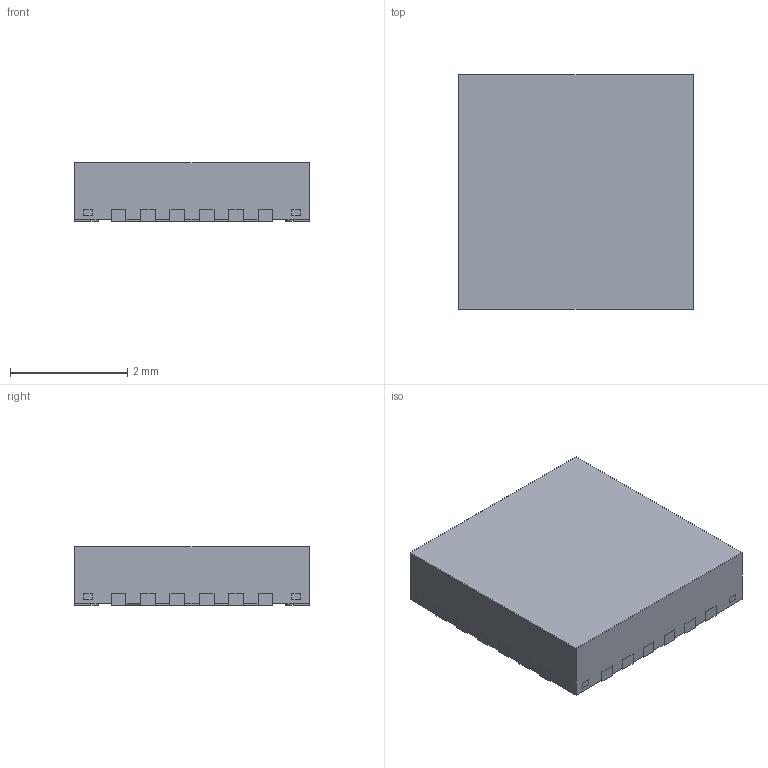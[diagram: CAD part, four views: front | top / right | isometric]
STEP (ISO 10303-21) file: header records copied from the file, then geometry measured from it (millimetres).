
FILE_DESCRIPTION((''),'2;1');
FILE_NAME('RGE0024B_ASM','2017-05-16T',('a0412086'),(''),'CREO PARAMETRIC BY PTC INC, 2016050','CREO PARAMETRIC BY PTC INC, 2016050','');
FILE_SCHEMA(('AUTOMOTIVE_DESIGN { 1 0 10303 214 1 1 1 1 }'));
Length unit declared in the file: millimetre
Products named in the file (4): BODY-QFN; FRAME-RGE0024B; PIN1-ID; RGE0024B_ASM
Assembly tree (3 placements, depth 2):
  RGE0024B_ASM
    BODY-QFN
    FRAME-RGE0024B
    PIN1-ID
Bounding box: 4 x 4 x 1 mm (x, y, z)
Volume: 15.8 mm3; surface area: 83.6 mm2
Topology: 30 solids, 30 shells, 325 faces, 786 edges, 524 vertices
Faces by surface type: plane 277, cylinder 48
Entity records: 12326 total; most frequent: CARTESIAN_POINT 1649, ORIENTED_EDGE 1572, DIRECTION 1546, PRESENTATION_STYLE_ASSIGNMENT 848, STYLED_ITEM 816, CURVE_STYLE 786, EDGE_CURVE 786, VECTOR 690
